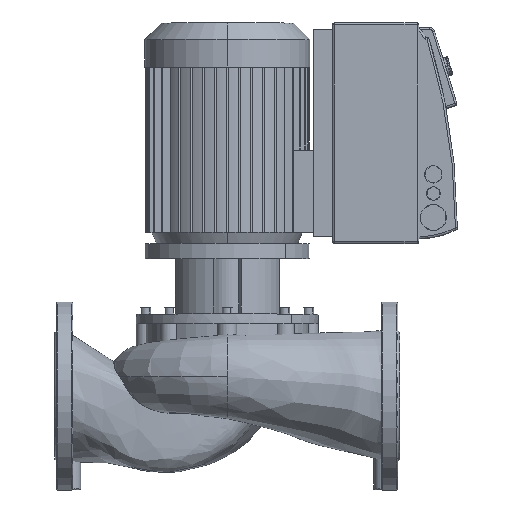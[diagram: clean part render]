
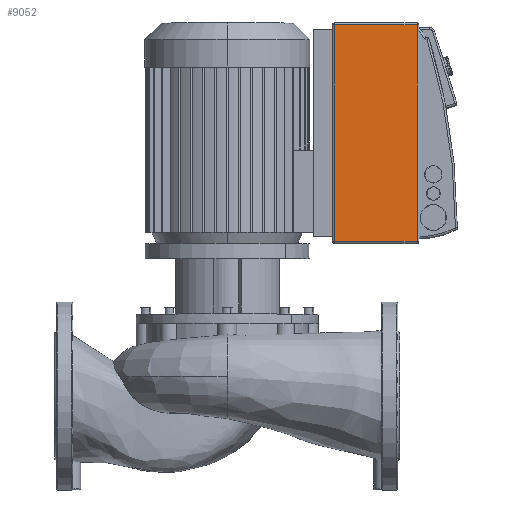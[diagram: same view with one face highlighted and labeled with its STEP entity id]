
A CAD part, top view. The second image highlights one B-rep face of the part: STEP entity #9052.
In plain terms, the highlighted planar face has unit normal (0, 0, 1).
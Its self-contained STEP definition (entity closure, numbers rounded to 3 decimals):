
#8571=CARTESIAN_POINT('',(378.,161.,96.));
#8572=VERTEX_POINT('',#8571);
#8632=CARTESIAN_POINT('',(292.0,161.0,96.));
#8633=VERTEX_POINT('',#8632);
#8711=CARTESIAN_POINT('',(378.,387.0,96.));
#8712=VERTEX_POINT('',#8711);
#8737=CARTESIAN_POINT('',(292.0,387.0,96.));
#8738=VERTEX_POINT('',#8737);
#8778=CARTESIAN_POINT('',(292.0,387.0,96.));
#8779=DIRECTION('',(1.0,0.0,0.0));
#8780=VECTOR('',#8779,86.);
#8781=LINE('',#8778,#8780);
#8782=EDGE_CURVE('',#8738,#8712,#8781,.T.);
#8822=CARTESIAN_POINT('',(292.0,161.0,96.));
#8823=DIRECTION('',(0.0,1.0,0.0));
#8824=VECTOR('',#8823,226.0);
#8825=LINE('',#8822,#8824);
#8826=EDGE_CURVE('',#8633,#8738,#8825,.T.);
#8866=CARTESIAN_POINT('',(378.,387.0,96.));
#8867=DIRECTION('',(0.0,-1.0,0.0));
#8868=VECTOR('',#8867,226.);
#8869=LINE('',#8866,#8868);
#8870=EDGE_CURVE('',#8712,#8572,#8869,.T.);
#8954=CARTESIAN_POINT('',(378.,161.,96.));
#8955=DIRECTION('',(-1.0,0.0,0.0));
#8956=VECTOR('',#8955,86.);
#8957=LINE('',#8954,#8956);
#8958=EDGE_CURVE('',#8572,#8633,#8957,.T.);
#9041=CARTESIAN_POINT('',(335.0,274.0,96.));
#9042=DIRECTION('',(0.0,0.0,1.0));
#9043=DIRECTION('',(1.0,0.0,0.0));
#9044=AXIS2_PLACEMENT_3D('',#9041,#9042,#9043);
#9045=PLANE('',#9044);
#9046=ORIENTED_EDGE('',*,*,#8782,.F.);
#9047=ORIENTED_EDGE('',*,*,#8826,.F.);
#9048=ORIENTED_EDGE('',*,*,#8958,.F.);
#9049=ORIENTED_EDGE('',*,*,#8870,.F.);
#9050=EDGE_LOOP('',(#9046,#9047,#9048,#9049));
#9051=FACE_OUTER_BOUND('',#9050,.T.);
#9052=ADVANCED_FACE('',(#9051),#9045,.T.);
